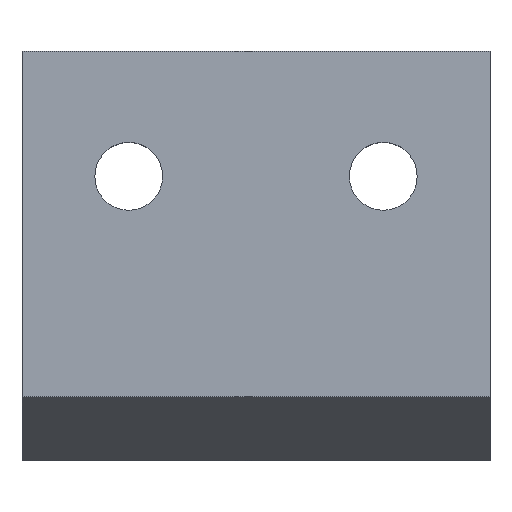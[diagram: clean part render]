
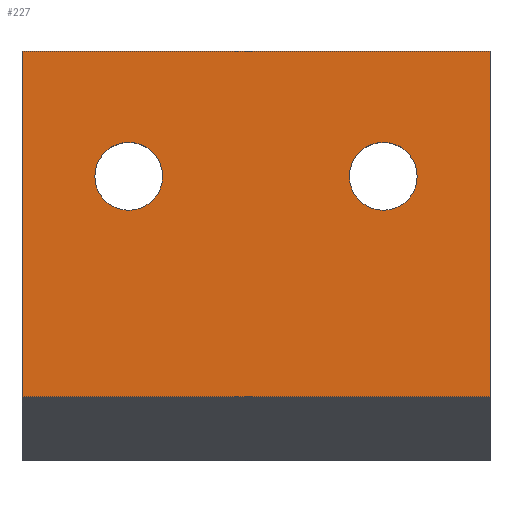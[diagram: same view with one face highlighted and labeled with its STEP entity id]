
A CAD part, top view. The second image highlights one B-rep face of the part: STEP entity #227.
In plain terms, the highlighted planar face has unit normal (0, 0, 1).
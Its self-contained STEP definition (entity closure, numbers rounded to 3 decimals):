
#15=FACE_BOUND('',#45,.T.);
#16=FACE_BOUND('',#46,.T.);
#22=PLANE('',#264);
#32=FACE_OUTER_BOUND('',#44,.T.);
#44=EDGE_LOOP('',(#180,#181,#182,#183));
#45=EDGE_LOOP('',(#184));
#46=EDGE_LOOP('',(#185));
#58=CIRCLE('',#265,0.8);
#59=CIRCLE('',#266,0.8);
#68=LINE('',#358,#92);
#74=LINE('',#370,#98);
#76=LINE('',#374,#100);
#77=LINE('',#375,#101);
#92=VECTOR('',#292,10.);
#98=VECTOR('',#302,10.);
#100=VECTOR('',#306,10.);
#101=VECTOR('',#307,10.);
#117=VERTEX_POINT('',#355);
#118=VERTEX_POINT('',#357);
#122=VERTEX_POINT('',#368);
#123=VERTEX_POINT('',#373);
#124=VERTEX_POINT('',#376);
#125=VERTEX_POINT('',#378);
#138=EDGE_CURVE('',#118,#117,#68,.T.);
#144=EDGE_CURVE('',#122,#117,#74,.T.);
#146=EDGE_CURVE('',#122,#123,#76,.T.);
#147=EDGE_CURVE('',#123,#118,#77,.T.);
#148=EDGE_CURVE('',#124,#124,#58,.T.);
#149=EDGE_CURVE('',#125,#125,#59,.T.);
#180=ORIENTED_EDGE('',*,*,#144,.F.);
#181=ORIENTED_EDGE('',*,*,#146,.T.);
#182=ORIENTED_EDGE('',*,*,#147,.T.);
#183=ORIENTED_EDGE('',*,*,#138,.T.);
#184=ORIENTED_EDGE('',*,*,#148,.T.);
#185=ORIENTED_EDGE('',*,*,#149,.T.);
#227=ADVANCED_FACE('',(#32,#15,#16),#22,.T.);
#264=AXIS2_PLACEMENT_3D('',#372,#304,#305);
#265=AXIS2_PLACEMENT_3D('',#377,#308,#309);
#266=AXIS2_PLACEMENT_3D('',#379,#310,#311);
#292=DIRECTION('',(0.,-1.,0.));
#302=DIRECTION('',(-1.,0.,0.));
#304=DIRECTION('center_axis',(0.,0.,1.));
#305=DIRECTION('ref_axis',(1.,0.,0.));
#306=DIRECTION('',(0.,1.,0.));
#307=DIRECTION('',(-1.,0.,0.));
#308=DIRECTION('center_axis',(0.,0.,-1.));
#309=DIRECTION('ref_axis',(-1.,0.,0.));
#310=DIRECTION('center_axis',(0.,0.,-1.));
#311=DIRECTION('ref_axis',(-1.,0.,0.));
#355=CARTESIAN_POINT('',(3.85,-5.2,2.));
#357=CARTESIAN_POINT('',(3.85,2.95,2.));
#358=CARTESIAN_POINT('',(3.85,2.95,2.));
#368=CARTESIAN_POINT('',(14.883,-5.2,2.));
#370=CARTESIAN_POINT('',(6.608,-5.2,2.));
#372=CARTESIAN_POINT('Origin',(9.367,0.,2.));
#373=CARTESIAN_POINT('',(14.883,2.95,2.));
#374=CARTESIAN_POINT('',(14.883,-2.95,2.));
#375=CARTESIAN_POINT('',(14.883,2.95,2.));
#376=CARTESIAN_POINT('',(7.167,0.,2.));
#377=CARTESIAN_POINT('Origin',(6.367,0.,2.));
#378=CARTESIAN_POINT('',(13.167,0.,2.));
#379=CARTESIAN_POINT('Origin',(12.367,0.,2.));
